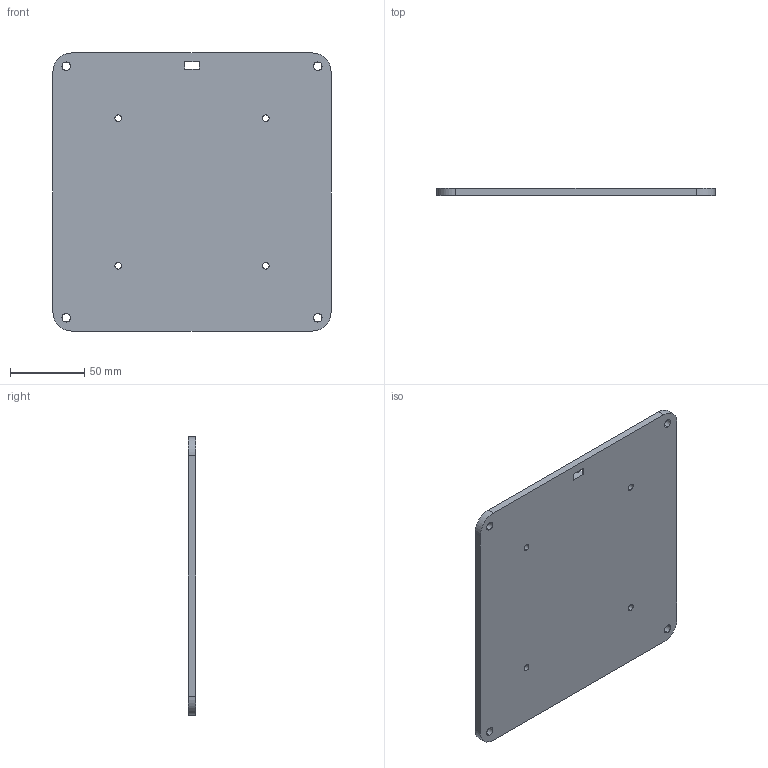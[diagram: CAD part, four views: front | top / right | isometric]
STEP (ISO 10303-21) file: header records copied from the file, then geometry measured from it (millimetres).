
FILE_DESCRIPTION (( 'STEP AP214' ), '1' );
FILE_NAME ('Generic_Backplate.STEP', '2024-11-02T22:20:17', ( '' ), ( '' ), 'SwSTEP 2.0', 'SolidWorks 2024', '' );
FILE_SCHEMA (( 'AUTOMOTIVE_DESIGN' ));
Length unit declared in the file: millimetre
Products named in the file (1): Generic_Backplate
Bounding box: 187.8 x 5 x 187.8 mm (x, y, z)
Volume: 147216.3 mm3; surface area: 79946.9 mm2
Topology: 1 solids, 1 shells, 74 faces, 216 edges, 144 vertices
Faces by surface type: plane 54, cylinder 20
Entity records: 2499 total; most frequent: CARTESIAN_POINT 435, ORIENTED_EDGE 432, DIRECTION 406, EDGE_CURVE 216, LINE 176, VECTOR 176, VERTEX_POINT 144, AXIS2_PLACEMENT_3D 115
